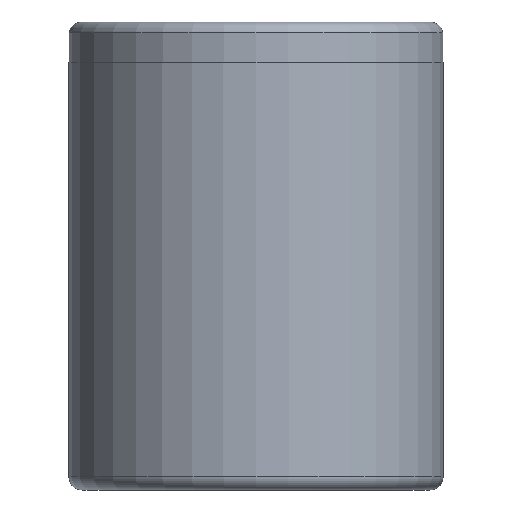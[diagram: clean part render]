
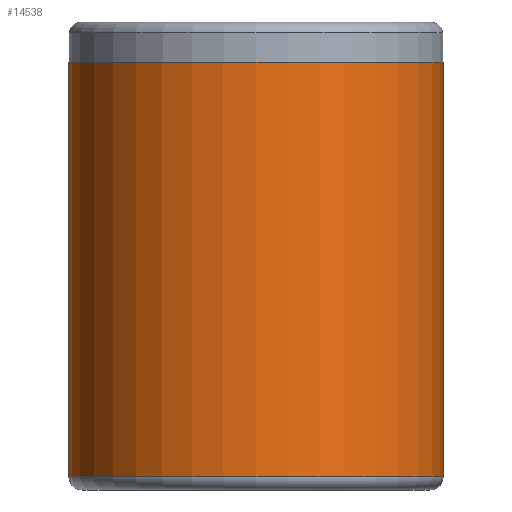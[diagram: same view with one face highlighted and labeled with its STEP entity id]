
A CAD part, front view. The second image highlights one B-rep face of the part: STEP entity #14538.
In plain terms, the highlighted cylindrical face has radius 14 mm (diameter 28 mm), a partial arc.
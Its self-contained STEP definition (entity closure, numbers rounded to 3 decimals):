
#22 = CIRCLE ( 'NONE', #13063, 14. ) ;
#109 = DIRECTION ( 'NONE',  ( 0., 0., -1. ) ) ;
#147 = DIRECTION ( 'NONE',  ( 1., 0., 0. ) ) ;
#921 = VERTEX_POINT ( 'NONE', #7963 ) ;
#2667 = DIRECTION ( 'NONE',  ( 0., 0., -1. ) ) ;
#2757 = CARTESIAN_POINT ( 'NONE',  ( 0., 0., 35. ) ) ;
#2801 = EDGE_CURVE ( 'NONE', #9806, #921, #10404, .T. ) ;
#2879 = DIRECTION ( 'NONE',  ( 0., 0., 1. ) ) ;
#3360 = VERTEX_POINT ( 'NONE', #10698 ) ;
#3499 = ORIENTED_EDGE ( 'NONE', *, *, #5650, .T. ) ;
#3567 = VECTOR ( 'NONE', #2667, 1000. ) ;
#4198 = ORIENTED_EDGE ( 'NONE', *, *, #2801, .F. ) ;
#4351 = LINE ( 'NONE', #14528, #3567 ) ;
#5650 = EDGE_CURVE ( 'NONE', #3360, #921, #9075, .T. ) ;
#5957 = VERTEX_POINT ( 'NONE', #10181 ) ;
#6246 = ORIENTED_EDGE ( 'NONE', *, *, #6260, .F. ) ;
#6260 = EDGE_CURVE ( 'NONE', #5957, #9806, #22, .T. ) ;
#6299 = EDGE_LOOP ( 'NONE', ( #4198, #6246, #9827, #3499 ) ) ;
#7319 = CARTESIAN_POINT ( 'NONE',  ( 14., 0., 35. ) ) ;
#7328 = EDGE_CURVE ( 'NONE', #5957, #3360, #4351, .T. ) ;
#7367 = DIRECTION ( 'NONE',  ( 0., 0., 1. ) ) ;
#7963 = CARTESIAN_POINT ( 'NONE',  ( 14., 0., 1. ) ) ;
#8732 = DIRECTION ( 'NONE',  ( -1., 0., 0. ) ) ;
#9075 = CIRCLE ( 'NONE', #10945, 14. ) ;
#9806 = VERTEX_POINT ( 'NONE', #10192 ) ;
#9827 = ORIENTED_EDGE ( 'NONE', *, *, #7328, .T. ) ;
#10091 = CARTESIAN_POINT ( 'NONE',  ( 0., 0., 32. ) ) ;
#10181 = CARTESIAN_POINT ( 'NONE',  ( -14., 0., 32. ) ) ;
#10192 = CARTESIAN_POINT ( 'NONE',  ( 14., 0., 32. ) ) ;
#10404 = LINE ( 'NONE', #7319, #13221 ) ;
#10698 = CARTESIAN_POINT ( 'NONE',  ( -14., 0., 1. ) ) ;
#10945 = AXIS2_PLACEMENT_3D ( 'NONE', #14540, #7367, #147 ) ;
#11281 = DIRECTION ( 'NONE',  ( 1., 0., 0. ) ) ;
#11607 = AXIS2_PLACEMENT_3D ( 'NONE', #2757, #12411, #8732 ) ;
#12411 = DIRECTION ( 'NONE',  ( 0., 0., -1. ) ) ;
#13063 = AXIS2_PLACEMENT_3D ( 'NONE', #10091, #2879, #11281 ) ;
#13221 = VECTOR ( 'NONE', #109, 1000. ) ;
#14528 = CARTESIAN_POINT ( 'NONE',  ( -14., 0., 35. ) ) ;
#14538 = ADVANCED_FACE ( 'NONE', ( #15177 ), #14814, .T. ) ;
#14540 = CARTESIAN_POINT ( 'NONE',  ( 0., 0., 1. ) ) ;
#14814 = CYLINDRICAL_SURFACE ( 'NONE', #11607, 14. ) ;
#15177 = FACE_OUTER_BOUND ( 'NONE', #6299, .T. ) ;
